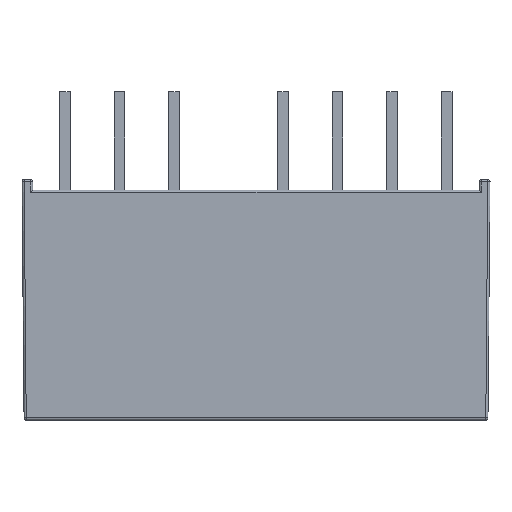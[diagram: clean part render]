
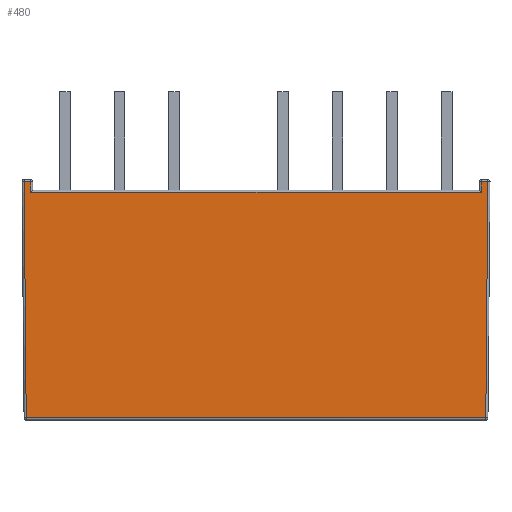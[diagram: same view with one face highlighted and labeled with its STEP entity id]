
A CAD part, top view. The second image highlights one B-rep face of the part: STEP entity #480.
In plain terms, the highlighted planar face has unit normal (0, -0.009, 1).
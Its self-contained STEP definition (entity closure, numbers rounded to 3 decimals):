
#27 = VERTEX_POINT ( 'NONE', #1826 ) ;
#114 = CARTESIAN_POINT ( 'NONE',  ( -55.384, -0.101, -10.34 ) ) ;
#147 = CARTESIAN_POINT ( 'NONE',  ( -33.984, -0.601, -10.345 ) ) ;
#175 = DIRECTION ( 'NONE',  ( 0.009, -1., -0.009 ) ) ;
#219 = ORIENTED_EDGE ( 'NONE', *, *, #1246, .T. ) ;
#239 = VECTOR ( 'NONE', #2141, 1000. ) ;
#255 = ORIENTED_EDGE ( 'NONE', *, *, #2304, .T. ) ;
#315 = DIRECTION ( 'NONE',  ( 0., -1., -0.009 ) ) ;
#381 = EDGE_CURVE ( 'NONE', #870, #1580, #1144, .T. ) ;
#432 = ORIENTED_EDGE ( 'NONE', *, *, #2206, .T. ) ;
#459 = CARTESIAN_POINT ( 'NONE',  ( -55.384, 0., -10.339 ) ) ;
#480 = ADVANCED_FACE ( 'NONE', ( #2447 ), #2216, .T. ) ;
#520 = CARTESIAN_POINT ( 'NONE',  ( -55.187, -11.101, -10.436 ) ) ;
#521 = CARTESIAN_POINT ( 'NONE',  ( -54.984, 0., -10.339 ) ) ;
#530 = EDGE_LOOP ( 'NONE', ( #547, #2033, #1790, #432, #219, #1821, #700, #255 ) ) ;
#547 = ORIENTED_EDGE ( 'NONE', *, *, #1377, .T. ) ;
#613 = EDGE_CURVE ( 'NONE', #2502, #684, #1038, .T. ) ;
#614 = VECTOR ( 'NONE', #1015, 1000. ) ;
#632 = VERTEX_POINT ( 'NONE', #1701 ) ;
#655 = AXIS2_PLACEMENT_3D ( 'NONE', #459, #1836, #659 ) ;
#659 = DIRECTION ( 'NONE',  ( 0., -1., -0.009 ) ) ;
#684 = VERTEX_POINT ( 'NONE', #147 ) ;
#691 = CARTESIAN_POINT ( 'NONE',  ( -55.384, -0.601, -10.345 ) ) ;
#700 = ORIENTED_EDGE ( 'NONE', *, *, #785, .T. ) ;
#785 = EDGE_CURVE ( 'NONE', #1580, #1706, #1659, .T. ) ;
#795 = CARTESIAN_POINT ( 'NONE',  ( -54.984, -0.101, -10.34 ) ) ;
#821 = CARTESIAN_POINT ( 'NONE',  ( -55.384, -0.101, -10.34 ) ) ;
#847 = VECTOR ( 'NONE', #2083, 1000. ) ;
#870 = VERTEX_POINT ( 'NONE', #795 ) ;
#880 = CARTESIAN_POINT ( 'NONE',  ( -33.682, -11.101, -10.436 ) ) ;
#915 = VECTOR ( 'NONE', #2058, 1000. ) ;
#967 = CARTESIAN_POINT ( 'NONE',  ( -33.686, -0.189, -10.341 ) ) ;
#978 = CARTESIAN_POINT ( 'NONE',  ( -33.781, -11.1, -10.436 ) ) ;
#1015 = DIRECTION ( 'NONE',  ( -1., 0., 0. ) ) ;
#1038 = LINE ( 'NONE', #2068, #1444 ) ;
#1072 = VECTOR ( 'NONE', #175, 1000. ) ;
#1077 = DIRECTION ( 'NONE',  ( 1., 0., 0. ) ) ;
#1119 = DIRECTION ( 'NONE',  ( 0., 1., 0.009 ) ) ;
#1144 = LINE ( 'NONE', #821, #614 ) ;
#1246 = EDGE_CURVE ( 'NONE', #27, #870, #2296, .T. ) ;
#1377 = EDGE_CURVE ( 'NONE', #1884, #632, #1415, .T. ) ;
#1383 = LINE ( 'NONE', #114, #847 ) ;
#1415 = LINE ( 'NONE', #967, #239 ) ;
#1432 = LINE ( 'NONE', #691, #915 ) ;
#1444 = VECTOR ( 'NONE', #315, 1000. ) ;
#1530 = VECTOR ( 'NONE', #1077, 1000. ) ;
#1531 = LINE ( 'NONE', #880, #1530 ) ;
#1538 = CARTESIAN_POINT ( 'NONE',  ( -33.984, -0.101, -10.34 ) ) ;
#1580 = VERTEX_POINT ( 'NONE', #2003 ) ;
#1659 = LINE ( 'NONE', #2131, #1072 ) ;
#1701 = CARTESIAN_POINT ( 'NONE',  ( -33.685, -0.101, -10.34 ) ) ;
#1706 = VERTEX_POINT ( 'NONE', #520 ) ;
#1780 = VECTOR ( 'NONE', #1119, 1000. ) ;
#1790 = ORIENTED_EDGE ( 'NONE', *, *, #613, .T. ) ;
#1821 = ORIENTED_EDGE ( 'NONE', *, *, #381, .T. ) ;
#1826 = CARTESIAN_POINT ( 'NONE',  ( -54.984, -0.601, -10.345 ) ) ;
#1836 = DIRECTION ( 'NONE',  ( 0., -0.009, 1. ) ) ;
#1884 = VERTEX_POINT ( 'NONE', #978 ) ;
#2003 = CARTESIAN_POINT ( 'NONE',  ( -55.283, -0.101, -10.34 ) ) ;
#2033 = ORIENTED_EDGE ( 'NONE', *, *, #2391, .T. ) ;
#2058 = DIRECTION ( 'NONE',  ( -1., 0., 0. ) ) ;
#2068 = CARTESIAN_POINT ( 'NONE',  ( -33.984, -0.5, -10.344 ) ) ;
#2083 = DIRECTION ( 'NONE',  ( -1., 0., 0. ) ) ;
#2131 = CARTESIAN_POINT ( 'NONE',  ( -55.284, 0.001, -10.339 ) ) ;
#2141 = DIRECTION ( 'NONE',  ( 0.009, 1., 0.009 ) ) ;
#2206 = EDGE_CURVE ( 'NONE', #684, #27, #1432, .T. ) ;
#2216 = PLANE ( 'NONE',  #655 ) ;
#2296 = LINE ( 'NONE', #521, #1780 ) ;
#2304 = EDGE_CURVE ( 'NONE', #1706, #1884, #1531, .T. ) ;
#2391 = EDGE_CURVE ( 'NONE', #632, #2502, #1383, .T. ) ;
#2447 = FACE_OUTER_BOUND ( 'NONE', #530, .T. ) ;
#2502 = VERTEX_POINT ( 'NONE', #1538 ) ;
